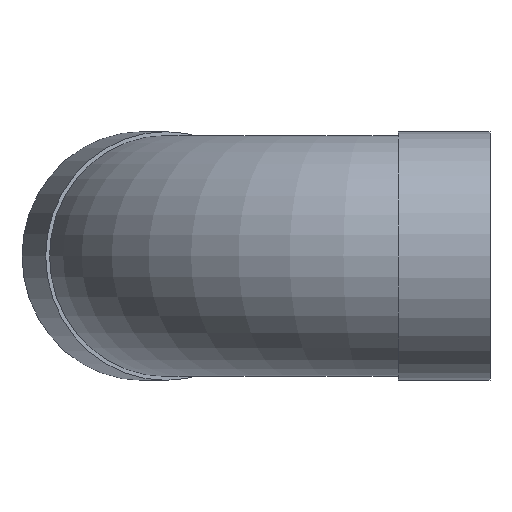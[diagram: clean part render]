
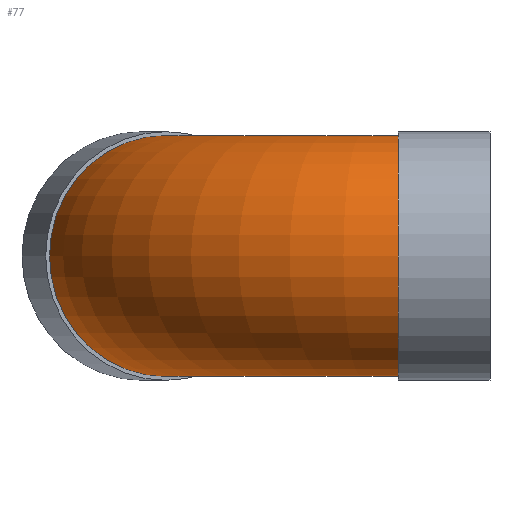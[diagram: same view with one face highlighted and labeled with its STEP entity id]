
A CAD part, left-side view. The second image highlights one B-rep face of the part: STEP entity #77.
In plain terms, the highlighted toroidal (fillet/blend) face has major radius 110 mm and minor radius 55 mm.
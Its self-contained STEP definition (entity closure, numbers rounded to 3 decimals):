
#77 = ADVANCED_FACE( '', ( #150, #151 ), #152, .T. );
#150 = FACE_OUTER_BOUND( '', #212, .T. );
#151 = FACE_OUTER_BOUND( '', #213, .T. );
#152 = TOROIDAL_SURFACE( '', #214, 110., 55. );
#212 = EDGE_LOOP( '', ( #280 ) );
#213 = EDGE_LOOP( '', ( #281 ) );
#214 = AXIS2_PLACEMENT_3D( '', #282, #283, #284 );
#280 = ORIENTED_EDGE( '', *, *, #299, .T. );
#281 = ORIENTED_EDGE( '', *, *, #306, .F. );
#282 = CARTESIAN_POINT( '', ( 110., 41.8, 0. ) );
#283 = DIRECTION( '', ( 0., 0., -1. ) );
#284 = DIRECTION( '', ( -1., 0., 0. ) );
#299 = EDGE_CURVE( '', #323, #323, #324, .T. );
#306 = EDGE_CURVE( '', #335, #335, #336, .T. );
#323 = VERTEX_POINT( '', #359 );
#324 = CIRCLE( '', #360, 55. );
#335 = VERTEX_POINT( '', #371 );
#336 = CIRCLE( '', #372, 55. );
#359 = CARTESIAN_POINT( '', ( 55., 41.8, 0. ) );
#360 = AXIS2_PLACEMENT_3D( '', #394, #395, #396 );
#371 = CARTESIAN_POINT( '', ( 95.765, 94.926, 0. ) );
#372 = AXIS2_PLACEMENT_3D( '', #409, #410, #411 );
#394 = CARTESIAN_POINT( '', ( 0., 41.8, 0. ) );
#395 = DIRECTION( '', ( 0., 1., 0. ) );
#396 = DIRECTION( '', ( 1., 0., 0. ) );
#409 = CARTESIAN_POINT( '', ( 81.53, 148.052, 0. ) );
#410 = DIRECTION( '', ( 0.966, 0.259, 0. ) );
#411 = DIRECTION( '', ( 0.259, -0.966, 0. ) );
